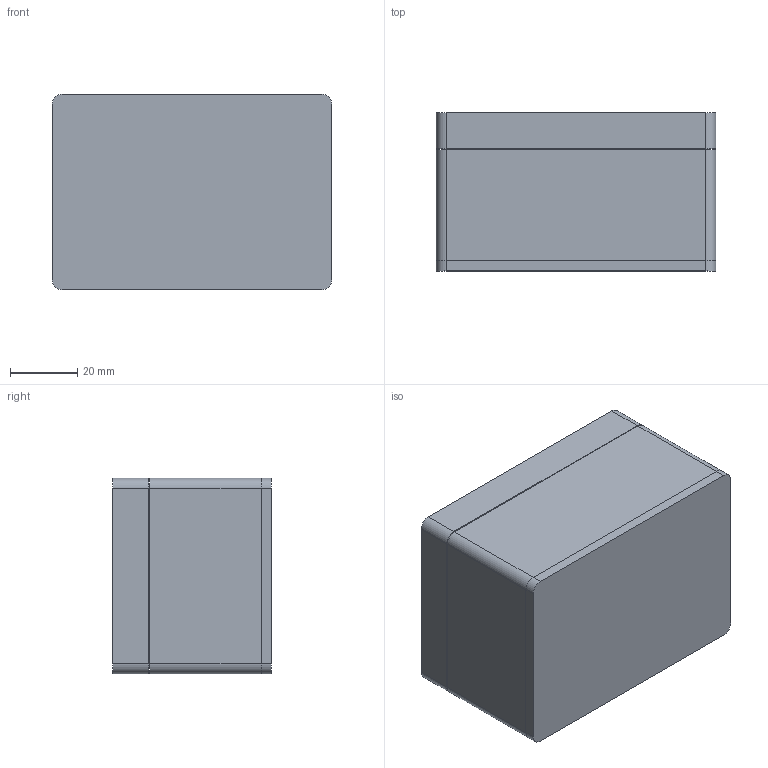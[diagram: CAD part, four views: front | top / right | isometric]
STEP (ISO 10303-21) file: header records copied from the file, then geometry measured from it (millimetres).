
FILE_DESCRIPTION(/* description */ (''),/* implementation_level */ '2;1');
FILE_NAME(/* name */ 'Open-Tallylight.step',/* time_stamp */ '2025-09-10T02:30:45+02:00',/* author */ (''),/* organization */ (''),/* preprocessor_version */ 'ST-DEVELOPER v20.1',/* originating_system */ 'Autodesk Translation Framework v14.10.0.0',/* authorisation */ '');
FILE_SCHEMA (('AUTOMOTIVE_DESIGN { 1 0 10303 214 3 1 1 }'));
Length unit declared in the file: millimetre
Products named in the file (4): Open-Tallylight; MainCase; Diffuser; Backplate
Assembly tree (3 placements, depth 2):
  Open-Tallylight
    MainCase
    Diffuser
    Backplate
Bounding box: 83 x 47 x 58 mm (x, y, z)
Volume: 78997.5 mm3; surface area: 57719.9 mm2
Topology: 3 solids, 3 shells, 82 faces, 207 edges, 138 vertices
Faces by surface type: plane 61, cylinder 21
Full cylindrical faces by diameter (mm): 6.5 x1
Entity records: 2578 total; most frequent: CARTESIAN_POINT 434, DIRECTION 427, ORIENTED_EDGE 414, EDGE_CURVE 207, LINE 165, VECTOR 165, VERTEX_POINT 138, AXIS2_PLACEMENT_3D 131
